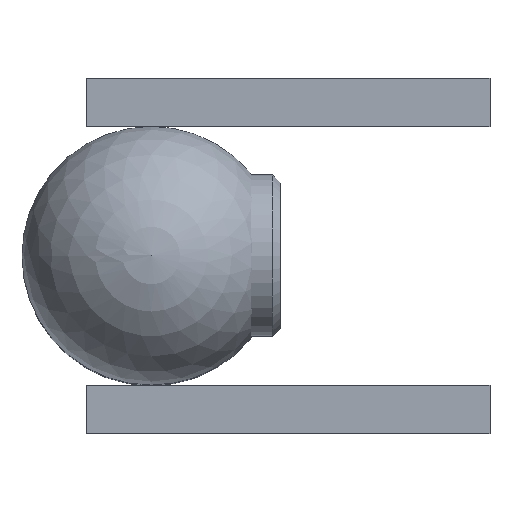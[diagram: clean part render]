
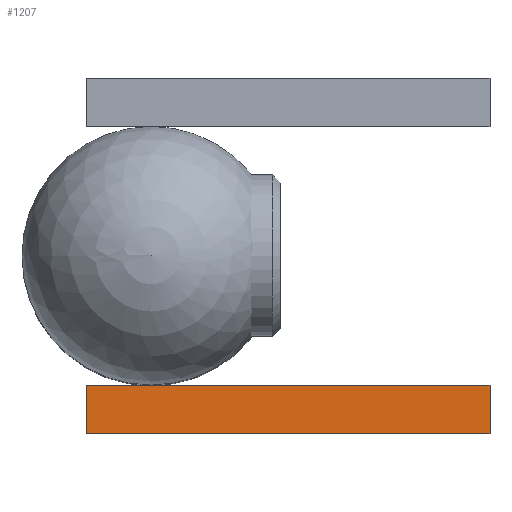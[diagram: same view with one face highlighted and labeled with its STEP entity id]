
A CAD part, top view. The second image highlights one B-rep face of the part: STEP entity #1207.
In plain terms, the highlighted planar face has unit normal (0, 0, 1).
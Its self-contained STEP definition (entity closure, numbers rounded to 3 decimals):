
#122=PLANE('',#1369);
#206=FACE_OUTER_BOUND('',#316,.T.);
#316=EDGE_LOOP('',(#1042,#1043,#1044,#1045));
#408=LINE('',#2488,#484);
#410=LINE('',#2492,#486);
#411=LINE('',#2494,#487);
#412=LINE('',#2495,#488);
#484=VECTOR('',#1690,10.);
#486=VECTOR('',#1694,10.);
#487=VECTOR('',#1695,10.);
#488=VECTOR('',#1696,10.);
#641=VERTEX_POINT('',#2485);
#642=VERTEX_POINT('',#2487);
#643=VERTEX_POINT('',#2491);
#644=VERTEX_POINT('',#2493);
#780=EDGE_CURVE('',#641,#642,#408,.T.);
#782=EDGE_CURVE('',#643,#641,#410,.T.);
#783=EDGE_CURVE('',#643,#644,#411,.T.);
#784=EDGE_CURVE('',#644,#642,#412,.T.);
#1042=ORIENTED_EDGE('',*,*,#782,.F.);
#1043=ORIENTED_EDGE('',*,*,#783,.T.);
#1044=ORIENTED_EDGE('',*,*,#784,.T.);
#1045=ORIENTED_EDGE('',*,*,#780,.F.);
#1207=ADVANCED_FACE('',(#206),#122,.F.);
#1369=AXIS2_PLACEMENT_3D('',#2490,#1692,#1693);
#1690=DIRECTION('',(0.,-1.,0.));
#1692=DIRECTION('center_axis',(0.,0.,-1.));
#1693=DIRECTION('ref_axis',(1.,0.,0.));
#1694=DIRECTION('',(1.,0.,0.));
#1695=DIRECTION('',(0.,-1.,0.));
#1696=DIRECTION('',(1.,0.,0.));
#2485=CARTESIAN_POINT('',(1049.007,-400.,1200.));
#2487=CARTESIAN_POINT('',(1049.007,-550.,1200.));
#2488=CARTESIAN_POINT('',(1049.007,-400.,1200.));
#2490=CARTESIAN_POINT('Origin',(-200.993,-400.,1200.));
#2491=CARTESIAN_POINT('',(-200.993,-400.,1200.));
#2492=CARTESIAN_POINT('',(-200.993,-400.,1200.));
#2493=CARTESIAN_POINT('',(-200.993,-550.,1200.));
#2494=CARTESIAN_POINT('',(-200.993,-400.,1200.));
#2495=CARTESIAN_POINT('',(-200.993,-550.,1200.));
